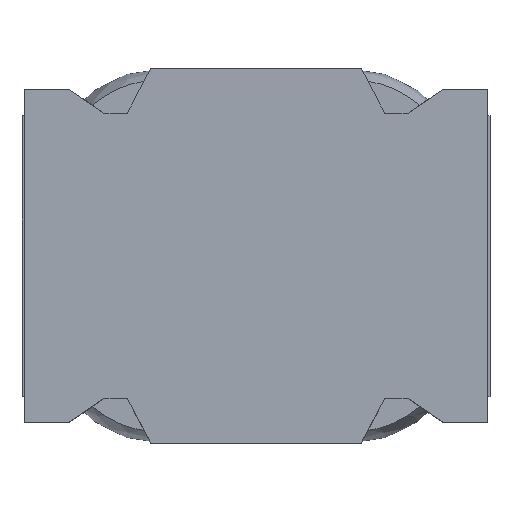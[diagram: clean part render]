
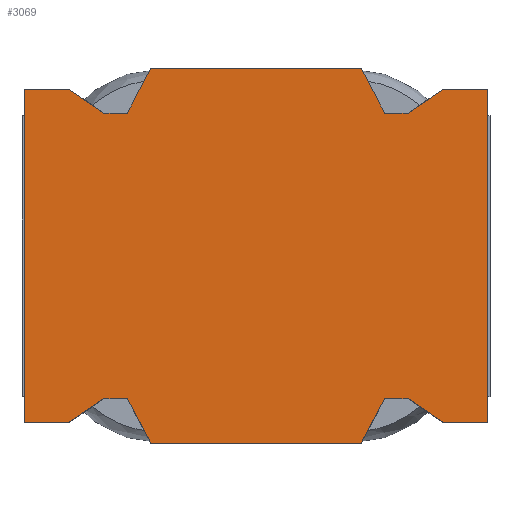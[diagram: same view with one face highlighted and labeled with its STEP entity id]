
A CAD part, top view. The second image highlights one B-rep face of the part: STEP entity #3069.
In plain terms, the highlighted planar face has unit normal (0, 0, 1).
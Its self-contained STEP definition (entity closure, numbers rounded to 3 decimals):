
#3005=AXIS2_PLACEMENT_3D('Plane Axis2P3D',#3002,#3003,#3004) ;
#2515=CARTESIAN_POINT('Vertex',(-0.55,0.61,0.9)) ;
#2518=CARTESIAN_POINT('Line Origine',(-0.5,0.705,0.9)) ;
#2522=CARTESIAN_POINT('Vertex',(-0.45,0.8,0.9)) ;
#2550=CARTESIAN_POINT('Vertex',(0.45,0.8,0.9)) ;
#2553=CARTESIAN_POINT('Line Origine',(0.5,0.705,0.9)) ;
#2557=CARTESIAN_POINT('Vertex',(0.55,0.61,0.9)) ;
#2581=CARTESIAN_POINT('Line Origine',(0.,0.8,0.9)) ;
#2600=CARTESIAN_POINT('Line Origine',(0.6,0.61,0.9)) ;
#2604=CARTESIAN_POINT('Vertex',(0.65,0.61,0.9)) ;
#2626=CARTESIAN_POINT('Line Origine',(0.725,0.661,0.9)) ;
#2630=CARTESIAN_POINT('Vertex',(0.8,0.713,0.9)) ;
#2657=CARTESIAN_POINT('Vertex',(0.8,-0.713,0.9)) ;
#2660=CARTESIAN_POINT('Line Origine',(0.725,-0.661,0.9)) ;
#2664=CARTESIAN_POINT('Vertex',(0.65,-0.61,0.9)) ;
#2691=CARTESIAN_POINT('Vertex',(0.99,-0.713,0.9)) ;
#2694=CARTESIAN_POINT('Line Origine',(0.895,-0.713,0.9)) ;
#2717=CARTESIAN_POINT('Vertex',(0.99,0.713,0.9)) ;
#2720=CARTESIAN_POINT('Line Origine',(0.99,0.,0.9)) ;
#2739=CARTESIAN_POINT('Line Origine',(0.895,0.713,0.9)) ;
#2758=CARTESIAN_POINT('Line Origine',(0.6,-0.61,0.9)) ;
#2762=CARTESIAN_POINT('Vertex',(0.55,-0.61,0.9)) ;
#2784=CARTESIAN_POINT('Line Origine',(0.5,-0.705,0.9)) ;
#2788=CARTESIAN_POINT('Vertex',(0.45,-0.8,0.9)) ;
#2823=CARTESIAN_POINT('Vertex',(-0.45,-0.8,0.9)) ;
#2826=CARTESIAN_POINT('Line Origine',(-0.5,-0.705,0.9)) ;
#2830=CARTESIAN_POINT('Vertex',(-0.55,-0.61,0.9)) ;
#2854=CARTESIAN_POINT('Line Origine',(0.,-0.8,0.9)) ;
#2980=CARTESIAN_POINT('Vertex',(-0.65,0.61,0.9)) ;
#2983=CARTESIAN_POINT('Line Origine',(-0.6,0.61,0.9)) ;
#3002=CARTESIAN_POINT('Axis2P3D Location',(0.,0.,0.9)) ;
#3007=CARTESIAN_POINT('Line Origine',(-0.725,0.661,0.9)) ;
#3011=CARTESIAN_POINT('Vertex',(-0.8,0.713,0.9)) ;
#3014=CARTESIAN_POINT('Line Origine',(-0.895,0.713,0.9)) ;
#3018=CARTESIAN_POINT('Vertex',(-0.99,0.713,0.9)) ;
#3021=CARTESIAN_POINT('Line Origine',(-0.99,0.,0.9)) ;
#3025=CARTESIAN_POINT('Vertex',(-0.99,-0.713,0.9)) ;
#3028=CARTESIAN_POINT('Line Origine',(-0.895,-0.713,0.9)) ;
#3032=CARTESIAN_POINT('Vertex',(-0.8,-0.713,0.9)) ;
#3035=CARTESIAN_POINT('Line Origine',(-0.725,-0.661,0.9)) ;
#3039=CARTESIAN_POINT('Vertex',(-0.65,-0.61,0.9)) ;
#3042=CARTESIAN_POINT('Line Origine',(-0.6,-0.61,0.9)) ;
#2519=DIRECTION('Vector Direction',(0.466,0.885,0.)) ;
#2554=DIRECTION('Vector Direction',(0.466,-0.885,0.)) ;
#2582=DIRECTION('Vector Direction',(1.,0.,0.)) ;
#2601=DIRECTION('Vector Direction',(-1.,0.,0.)) ;
#2627=DIRECTION('Vector Direction',(-0.826,-0.564,0.)) ;
#2661=DIRECTION('Vector Direction',(-0.826,0.564,0.)) ;
#2695=DIRECTION('Vector Direction',(-1.,0.,0.)) ;
#2721=DIRECTION('Vector Direction',(0.,-1.,0.)) ;
#2740=DIRECTION('Vector Direction',(-1.,0.,0.)) ;
#2759=DIRECTION('Vector Direction',(-1.,0.,0.)) ;
#2785=DIRECTION('Vector Direction',(0.466,0.885,0.)) ;
#2827=DIRECTION('Vector Direction',(0.466,-0.885,0.)) ;
#2855=DIRECTION('Vector Direction',(1.,0.,0.)) ;
#2984=DIRECTION('Vector Direction',(1.,0.,0.)) ;
#3003=DIRECTION('Axis2P3D Direction',(0.,0.,1.)) ;
#3004=DIRECTION('Axis2P3D XDirection',(1.,0.,0.)) ;
#3008=DIRECTION('Vector Direction',(0.826,-0.564,0.)) ;
#3015=DIRECTION('Vector Direction',(1.,0.,0.)) ;
#3022=DIRECTION('Vector Direction',(0.,1.,0.)) ;
#3029=DIRECTION('Vector Direction',(1.,0.,0.)) ;
#3036=DIRECTION('Vector Direction',(0.826,0.564,0.)) ;
#3043=DIRECTION('Vector Direction',(1.,0.,0.)) ;
#2520=VECTOR('Line Direction',#2519,1.) ;
#2555=VECTOR('Line Direction',#2554,1.) ;
#2583=VECTOR('Line Direction',#2582,1.) ;
#2602=VECTOR('Line Direction',#2601,1.) ;
#2628=VECTOR('Line Direction',#2627,1.) ;
#2662=VECTOR('Line Direction',#2661,1.) ;
#2696=VECTOR('Line Direction',#2695,1.) ;
#2722=VECTOR('Line Direction',#2721,1.) ;
#2741=VECTOR('Line Direction',#2740,1.) ;
#2760=VECTOR('Line Direction',#2759,1.) ;
#2786=VECTOR('Line Direction',#2785,1.) ;
#2828=VECTOR('Line Direction',#2827,1.) ;
#2856=VECTOR('Line Direction',#2855,1.) ;
#2985=VECTOR('Line Direction',#2984,1.) ;
#3009=VECTOR('Line Direction',#3008,1.) ;
#3016=VECTOR('Line Direction',#3015,1.) ;
#3023=VECTOR('Line Direction',#3022,1.) ;
#3030=VECTOR('Line Direction',#3029,1.) ;
#3037=VECTOR('Line Direction',#3036,1.) ;
#3044=VECTOR('Line Direction',#3043,1.) ;
#3048=ORIENTED_EDGE('',*,*,#2743,.T.) ;
#3049=ORIENTED_EDGE('',*,*,#2632,.T.) ;
#3050=ORIENTED_EDGE('',*,*,#2606,.T.) ;
#3051=ORIENTED_EDGE('',*,*,#2559,.T.) ;
#3052=ORIENTED_EDGE('',*,*,#2585,.T.) ;
#3053=ORIENTED_EDGE('',*,*,#2524,.T.) ;
#3054=ORIENTED_EDGE('',*,*,#2987,.T.) ;
#3055=ORIENTED_EDGE('',*,*,#3013,.T.) ;
#3056=ORIENTED_EDGE('',*,*,#3020,.T.) ;
#3057=ORIENTED_EDGE('',*,*,#3027,.T.) ;
#3058=ORIENTED_EDGE('',*,*,#3034,.T.) ;
#3059=ORIENTED_EDGE('',*,*,#3041,.T.) ;
#3060=ORIENTED_EDGE('',*,*,#3046,.T.) ;
#3061=ORIENTED_EDGE('',*,*,#2832,.T.) ;
#3062=ORIENTED_EDGE('',*,*,#2858,.T.) ;
#3063=ORIENTED_EDGE('',*,*,#2790,.T.) ;
#3064=ORIENTED_EDGE('',*,*,#2764,.T.) ;
#3065=ORIENTED_EDGE('',*,*,#2666,.T.) ;
#3066=ORIENTED_EDGE('',*,*,#2698,.T.) ;
#3067=ORIENTED_EDGE('',*,*,#2724,.T.) ;
#3069=ADVANCED_FACE('\X2\FF8AFF9FFF70FF82\X0\ \X2\FF8EFF9EFF83FF9EFF68FF70\X0\',(#3068),#3006,.T.) ;
#2524=EDGE_CURVE('',#2523,#2516,#2521,.F.) ;
#2559=EDGE_CURVE('',#2558,#2551,#2556,.F.) ;
#2585=EDGE_CURVE('',#2551,#2523,#2584,.F.) ;
#2606=EDGE_CURVE('',#2605,#2558,#2603,.T.) ;
#2632=EDGE_CURVE('',#2631,#2605,#2629,.T.) ;
#2666=EDGE_CURVE('',#2665,#2658,#2663,.F.) ;
#2698=EDGE_CURVE('',#2658,#2692,#2697,.F.) ;
#2724=EDGE_CURVE('',#2692,#2718,#2723,.F.) ;
#2743=EDGE_CURVE('',#2718,#2631,#2742,.T.) ;
#2764=EDGE_CURVE('',#2763,#2665,#2761,.F.) ;
#2790=EDGE_CURVE('',#2789,#2763,#2787,.T.) ;
#2832=EDGE_CURVE('',#2831,#2824,#2829,.T.) ;
#2858=EDGE_CURVE('',#2824,#2789,#2857,.T.) ;
#2987=EDGE_CURVE('',#2516,#2981,#2986,.F.) ;
#3013=EDGE_CURVE('',#2981,#3012,#3010,.F.) ;
#3020=EDGE_CURVE('',#3012,#3019,#3017,.F.) ;
#3027=EDGE_CURVE('',#3019,#3026,#3024,.F.) ;
#3034=EDGE_CURVE('',#3026,#3033,#3031,.T.) ;
#3041=EDGE_CURVE('',#3033,#3040,#3038,.T.) ;
#3046=EDGE_CURVE('',#3040,#2831,#3045,.T.) ;
#3047=EDGE_LOOP('',(#3048,#3049,#3050,#3051,#3052,#3053,#3054,#3055,#3056,#3057,#3058,#3059,#3060,#3061,#3062,#3063,#3064,#3065,#3066,#3067)) ;
#3068=FACE_OUTER_BOUND('',#3047,.T.) ;
#2521=LINE('Line',#2518,#2520) ;
#2556=LINE('Line',#2553,#2555) ;
#2584=LINE('Line',#2581,#2583) ;
#2603=LINE('Line',#2600,#2602) ;
#2629=LINE('Line',#2626,#2628) ;
#2663=LINE('Line',#2660,#2662) ;
#2697=LINE('Line',#2694,#2696) ;
#2723=LINE('Line',#2720,#2722) ;
#2742=LINE('Line',#2739,#2741) ;
#2761=LINE('Line',#2758,#2760) ;
#2787=LINE('Line',#2784,#2786) ;
#2829=LINE('Line',#2826,#2828) ;
#2857=LINE('Line',#2854,#2856) ;
#2986=LINE('Line',#2983,#2985) ;
#3010=LINE('Line',#3007,#3009) ;
#3017=LINE('Line',#3014,#3016) ;
#3024=LINE('Line',#3021,#3023) ;
#3031=LINE('Line',#3028,#3030) ;
#3038=LINE('Line',#3035,#3037) ;
#3045=LINE('Line',#3042,#3044) ;
#3006=PLANE('',#3005) ;
#2516=VERTEX_POINT('',#2515) ;
#2523=VERTEX_POINT('',#2522) ;
#2551=VERTEX_POINT('',#2550) ;
#2558=VERTEX_POINT('',#2557) ;
#2605=VERTEX_POINT('',#2604) ;
#2631=VERTEX_POINT('',#2630) ;
#2658=VERTEX_POINT('',#2657) ;
#2665=VERTEX_POINT('',#2664) ;
#2692=VERTEX_POINT('',#2691) ;
#2718=VERTEX_POINT('',#2717) ;
#2763=VERTEX_POINT('',#2762) ;
#2789=VERTEX_POINT('',#2788) ;
#2824=VERTEX_POINT('',#2823) ;
#2831=VERTEX_POINT('',#2830) ;
#2981=VERTEX_POINT('',#2980) ;
#3012=VERTEX_POINT('',#3011) ;
#3019=VERTEX_POINT('',#3018) ;
#3026=VERTEX_POINT('',#3025) ;
#3033=VERTEX_POINT('',#3032) ;
#3040=VERTEX_POINT('',#3039) ;
